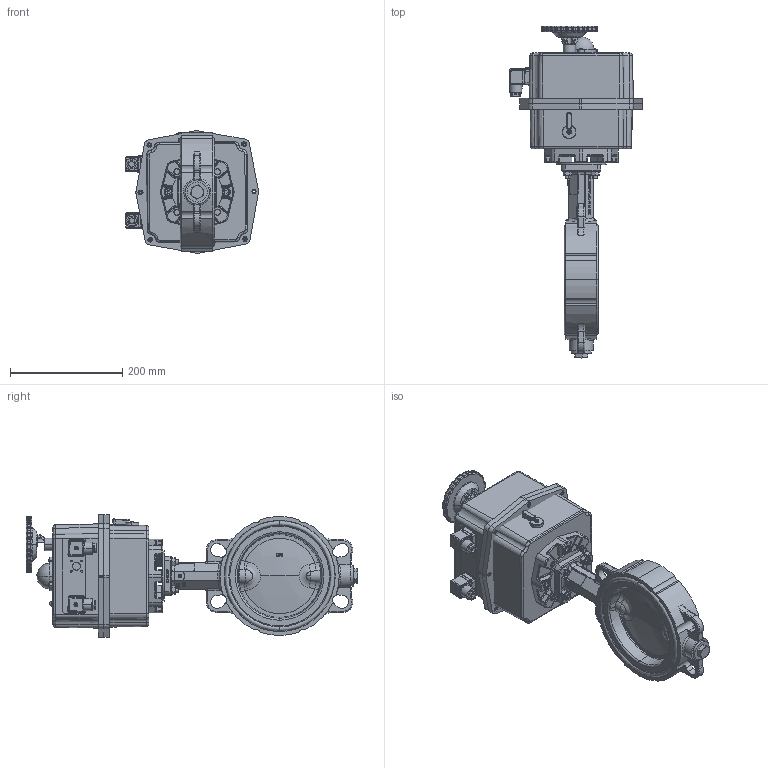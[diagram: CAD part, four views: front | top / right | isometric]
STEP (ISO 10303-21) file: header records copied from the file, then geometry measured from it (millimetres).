
FILE_DESCRIPTION (( 'STEP AP203' ), '1' );
FILE_NAME ('AKE01_DN150.STEP', '2022-10-14T08:53:44', ( '' ), ( '' ), 'SwSTEP 2.0', 'SolidWorks 2021', '' );
FILE_SCHEMA (( 'CONFIG_CONTROL_DESIGN' ));
Length unit declared in the file: metre
Products named in the file (1): AKE01_DN150
Bounding box: 236.88 x 591 x 218.25 mm (x, y, z)
Surface area: 465036.6 mm2 (no closed solid volume)
Topology: 0 solids, 116 shells, 1982 faces, 6731 edges, 4728 vertices
Faces by surface type: cylinder 811, plane 544, torus 287, bspline 162, cone 125, sphere 53
Entity records: 91518 total; most frequent: CARTESIAN_POINT 35204, DIRECTION 11891, ORIENTED_EDGE 10724, EDGE_CURVE 6695, VERTEX_POINT 4717, AXIS2_PLACEMENT_3D 4550, LINE 2791, VECTOR 2791
